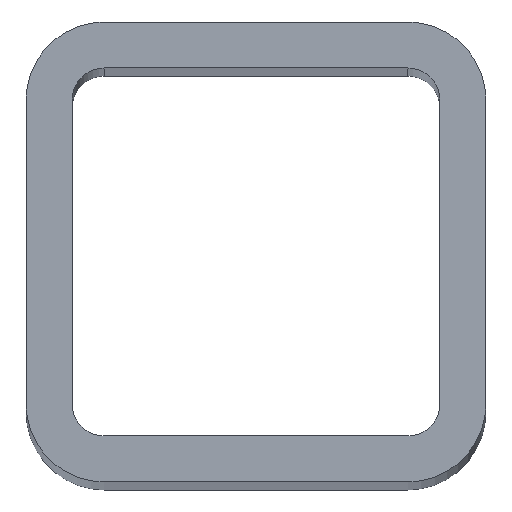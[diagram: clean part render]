
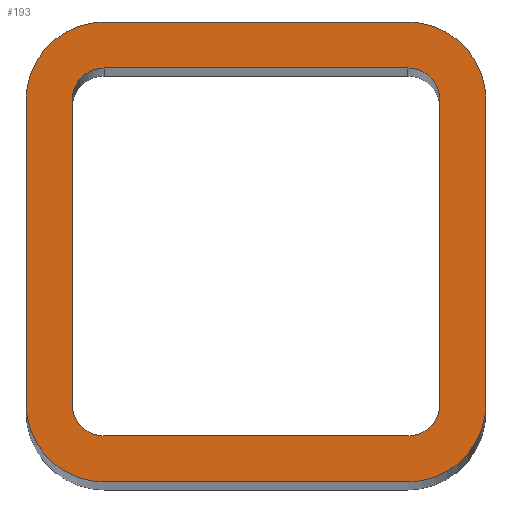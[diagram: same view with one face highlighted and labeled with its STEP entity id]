
A CAD part, top view. The second image highlights one B-rep face of the part: STEP entity #193.
In plain terms, the highlighted planar face has unit normal (0, 0, 1).
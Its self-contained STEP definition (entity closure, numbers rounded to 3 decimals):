
#77 = ORIENTED_EDGE ( 'NONE', *, *, #78, .F. ) ;
#78 = EDGE_CURVE ( 'NONE', #79, #154, #500, .T. ) ;
#79 = VERTEX_POINT ( 'NONE', #496 ) ;
#80 = ORIENTED_EDGE ( 'NONE', *, *, #81, .F. ) ;
#81 = EDGE_CURVE ( 'NONE', #82, #79, #495, .T. ) ;
#82 = VERTEX_POINT ( 'NONE', #490 ) ;
#83 = ORIENTED_EDGE ( 'NONE', *, *, #84, .F. ) ;
#84 = EDGE_CURVE ( 'NONE', #85, #82, #489, .T. ) ;
#85 = VERTEX_POINT ( 'NONE', #449 ) ;
#86 = ORIENTED_EDGE ( 'NONE', *, *, #87, .F. ) ;
#87 = EDGE_CURVE ( 'NONE', #145, #85, #448, .T. ) ;
#93 = EDGE_CURVE ( 'NONE', #181, #194, #521, .T. ) ;
#94 = ORIENTED_EDGE ( 'NONE', *, *, #95, .F. ) ;
#95 = EDGE_CURVE ( 'NONE', #144, #145, #517, .T. ) ;
#144 = VERTEX_POINT ( 'NONE', #256 ) ;
#145 = VERTEX_POINT ( 'NONE', #276 ) ;
#146 = ORIENTED_EDGE ( 'NONE', *, *, #147, .F. ) ;
#147 = EDGE_CURVE ( 'NONE', #148, #144, #275, .T. ) ;
#148 = VERTEX_POINT ( 'NONE', #264 ) ;
#149 = ORIENTED_EDGE ( 'NONE', *, *, #150, .F. ) ;
#150 = EDGE_CURVE ( 'NONE', #151, #148, #288, .T. ) ;
#151 = VERTEX_POINT ( 'NONE', #284 ) ;
#152 = ORIENTED_EDGE ( 'NONE', *, *, #153, .F. ) ;
#153 = EDGE_CURVE ( 'NONE', #154, #151, #280, .T. ) ;
#154 = VERTEX_POINT ( 'NONE', #258 ) ;
#169 = EDGE_CURVE ( 'NONE', #191, #198, #299, .T. ) ;
#170 = ORIENTED_EDGE ( 'NONE', *, *, #171, .T. ) ;
#171 = EDGE_CURVE ( 'NONE', #198, #172, #327, .T. ) ;
#172 = VERTEX_POINT ( 'NONE', #323 ) ;
#173 = ORIENTED_EDGE ( 'NONE', *, *, #174, .T. ) ;
#174 = EDGE_CURVE ( 'NONE', #172, #175, #322, .T. ) ;
#175 = VERTEX_POINT ( 'NONE', #313 ) ;
#176 = ORIENTED_EDGE ( 'NONE', *, *, #177, .T. ) ;
#177 = EDGE_CURVE ( 'NONE', #175, #178, #312, .T. ) ;
#178 = VERTEX_POINT ( 'NONE', #308 ) ;
#179 = ORIENTED_EDGE ( 'NONE', *, *, #180, .T. ) ;
#180 = EDGE_CURVE ( 'NONE', #178, #181, #307, .T. ) ;
#181 = VERTEX_POINT ( 'NONE', #387 ) ;
#182 = ORIENTED_EDGE ( 'NONE', *, *, #93, .T. ) ;
#183 = EDGE_LOOP ( 'NONE', ( #94, #146, #149, #152, #77, #80, #83, #86 ) ) ;
#187 = ORIENTED_EDGE ( 'NONE', *, *, #188, .T. ) ;
#188 = EDGE_CURVE ( 'NONE', #194, #189, #379, .T. ) ;
#189 = VERTEX_POINT ( 'NONE', #392 ) ;
#190 = ORIENTED_EDGE ( 'NONE', *, *, #196, .T. ) ;
#191 = VERTEX_POINT ( 'NONE', #418 ) ;
#193 = ADVANCED_FACE ( 'NONE', ( #372, #391 ), #390, .T. ) ;
#194 = VERTEX_POINT ( 'NONE', #371 ) ;
#195 = EDGE_LOOP ( 'NONE', ( #187, #190, #197, #170, #173, #176, #179, #182 ) ) ;
#196 = EDGE_CURVE ( 'NONE', #189, #191, #401, .T. ) ;
#197 = ORIENTED_EDGE ( 'NONE', *, *, #169, .T. ) ;
#198 = VERTEX_POINT ( 'NONE', #397 ) ;
#221 = DIRECTION ( 'NONE',  ( 1., 0., 0. ) ) ;
#223 = CARTESIAN_POINT ( 'NONE',  ( 16.5, 16.5, 500. ) ) ;
#224 = AXIS2_PLACEMENT_3D ( 'NONE', #223, #226, #221 ) ;
#226 = DIRECTION ( 'NONE',  ( 0., 0., 1. ) ) ;
#256 = CARTESIAN_POINT ( 'NONE',  ( -20., 16.5, 500. ) ) ;
#258 = CARTESIAN_POINT ( 'NONE',  ( 20., 16.5, 500. ) ) ;
#264 = CARTESIAN_POINT ( 'NONE',  ( -16.5, 20., 500. ) ) ;
#265 = DIRECTION ( 'NONE',  ( 1., 0., 0. ) ) ;
#266 = DIRECTION ( 'NONE',  ( 0., 0., 1. ) ) ;
#267 = CARTESIAN_POINT ( 'NONE',  ( -16.5, 16.5, 500. ) ) ;
#268 = AXIS2_PLACEMENT_3D ( 'NONE', #267, #266, #265 ) ;
#275 = CIRCLE ( 'NONE', #268, 3.5 ) ;
#276 = CARTESIAN_POINT ( 'NONE',  ( -20., -16.5, 500. ) ) ;
#277 = DIRECTION ( 'NONE',  ( 1., 0., 0. ) ) ;
#278 = DIRECTION ( 'NONE',  ( 0., 0., 1. ) ) ;
#279 = AXIS2_PLACEMENT_3D ( 'NONE', #283, #278, #277 ) ;
#280 = CIRCLE ( 'NONE', #279, 3.5 ) ;
#283 = CARTESIAN_POINT ( 'NONE',  ( 16.5, 16.5, 500. ) ) ;
#284 = CARTESIAN_POINT ( 'NONE',  ( 16.5, 20., 500. ) ) ;
#285 = DIRECTION ( 'NONE',  ( -1., 0., 0. ) ) ;
#286 = VECTOR ( 'NONE', #285, 1000. ) ;
#287 = CARTESIAN_POINT ( 'NONE',  ( -16.5, 20., 500. ) ) ;
#288 = LINE ( 'NONE', #287, #286 ) ;
#295 = DIRECTION ( 'NONE',  ( -1., 0., 0. ) ) ;
#296 = DIRECTION ( 'NONE',  ( 0., 0., 1. ) ) ;
#297 = CARTESIAN_POINT ( 'NONE',  ( -16.5, -16.5, 500. ) ) ;
#298 = AXIS2_PLACEMENT_3D ( 'NONE', #297, #296, #295 ) ;
#299 = CIRCLE ( 'NONE', #298, 8.5 ) ;
#307 = CIRCLE ( 'NONE', #224, 8.5 ) ;
#308 = CARTESIAN_POINT ( 'NONE',  ( 25., 16.5, 500. ) ) ;
#309 = DIRECTION ( 'NONE',  ( 0., 1., 0. ) ) ;
#310 = VECTOR ( 'NONE', #309, 1000. ) ;
#311 = CARTESIAN_POINT ( 'NONE',  ( 25., 16.5, 500. ) ) ;
#312 = LINE ( 'NONE', #311, #310 ) ;
#313 = CARTESIAN_POINT ( 'NONE',  ( 25., -16.5, 500. ) ) ;
#314 = DIRECTION ( 'NONE',  ( 1., 0., 0. ) ) ;
#319 = DIRECTION ( 'NONE',  ( 0., 0., 1. ) ) ;
#320 = CARTESIAN_POINT ( 'NONE',  ( 16.5, -16.5, 500. ) ) ;
#321 = AXIS2_PLACEMENT_3D ( 'NONE', #320, #319, #314 ) ;
#322 = CIRCLE ( 'NONE', #321, 8.5 ) ;
#323 = CARTESIAN_POINT ( 'NONE',  ( 16.5, -25., 500. ) ) ;
#324 = DIRECTION ( 'NONE',  ( 1., 0., 0. ) ) ;
#325 = VECTOR ( 'NONE', #324, 1000. ) ;
#326 = CARTESIAN_POINT ( 'NONE',  ( -16.5, -25., 500. ) ) ;
#327 = LINE ( 'NONE', #326, #325 ) ;
#369 = DIRECTION ( 'NONE',  ( 1., 0., 0. ) ) ;
#370 = DIRECTION ( 'NONE',  ( 0., 0., 1. ) ) ;
#371 = CARTESIAN_POINT ( 'NONE',  ( -16.5, 25., 500. ) ) ;
#372 = FACE_OUTER_BOUND ( 'NONE', #195, .T. ) ;
#379 = CIRCLE ( 'NONE', #413, 8.5 ) ;
#387 = CARTESIAN_POINT ( 'NONE',  ( 16.5, 25., 500. ) ) ;
#388 = CARTESIAN_POINT ( 'NONE',  ( -16.5, 16.5, 500. ) ) ;
#389 = AXIS2_PLACEMENT_3D ( 'NONE', #388, #370, #369 ) ;
#390 = PLANE ( 'NONE',  #389 ) ;
#391 = FACE_BOUND ( 'NONE', #183, .T. ) ;
#392 = CARTESIAN_POINT ( 'NONE',  ( -25., 16.5, 500. ) ) ;
#397 = CARTESIAN_POINT ( 'NONE',  ( -16.5, -25., 500. ) ) ;
#398 = DIRECTION ( 'NONE',  ( 0., -1., 0. ) ) ;
#399 = VECTOR ( 'NONE', #398, 1000. ) ;
#400 = CARTESIAN_POINT ( 'NONE',  ( -25., 16.5, 500. ) ) ;
#401 = LINE ( 'NONE', #400, #399 ) ;
#410 = DIRECTION ( 'NONE',  ( 1., 0., 0. ) ) ;
#411 = DIRECTION ( 'NONE',  ( 0., 0., 1. ) ) ;
#412 = CARTESIAN_POINT ( 'NONE',  ( -16.5, 16.5, 500. ) ) ;
#413 = AXIS2_PLACEMENT_3D ( 'NONE', #412, #411, #410 ) ;
#418 = CARTESIAN_POINT ( 'NONE',  ( -25., -16.5, 500. ) ) ;
#444 = DIRECTION ( 'NONE',  ( -1., 0., 0. ) ) ;
#445 = DIRECTION ( 'NONE',  ( 0., 0., 1. ) ) ;
#446 = CARTESIAN_POINT ( 'NONE',  ( -16.5, -16.5, 500. ) ) ;
#447 = AXIS2_PLACEMENT_3D ( 'NONE', #446, #445, #444 ) ;
#448 = CIRCLE ( 'NONE', #447, 3.5 ) ;
#449 = CARTESIAN_POINT ( 'NONE',  ( -16.5, -20., 500. ) ) ;
#450 = DIRECTION ( 'NONE',  ( 1., 0., 0. ) ) ;
#451 = VECTOR ( 'NONE', #450, 1000. ) ;
#452 = CARTESIAN_POINT ( 'NONE',  ( -16.5, -20., 500. ) ) ;
#489 = LINE ( 'NONE', #452, #451 ) ;
#490 = CARTESIAN_POINT ( 'NONE',  ( 16.5, -20., 500. ) ) ;
#491 = DIRECTION ( 'NONE',  ( 1., 0., 0. ) ) ;
#492 = DIRECTION ( 'NONE',  ( 0., 0., 1. ) ) ;
#493 = CARTESIAN_POINT ( 'NONE',  ( 16.5, -16.5, 500. ) ) ;
#494 = AXIS2_PLACEMENT_3D ( 'NONE', #493, #492, #491 ) ;
#495 = CIRCLE ( 'NONE', #494, 3.5 ) ;
#496 = CARTESIAN_POINT ( 'NONE',  ( 20., -16.5, 500. ) ) ;
#497 = DIRECTION ( 'NONE',  ( 0., 1., 0. ) ) ;
#498 = VECTOR ( 'NONE', #497, 1000. ) ;
#499 = CARTESIAN_POINT ( 'NONE',  ( 20., 16.5, 500. ) ) ;
#500 = LINE ( 'NONE', #499, #498 ) ;
#516 = CARTESIAN_POINT ( 'NONE',  ( -20., 16.5, 500. ) ) ;
#517 = LINE ( 'NONE', #516, #558 ) ;
#518 = DIRECTION ( 'NONE',  ( -1., 0., 0. ) ) ;
#519 = VECTOR ( 'NONE', #518, 1000. ) ;
#520 = CARTESIAN_POINT ( 'NONE',  ( -16.5, 25., 500. ) ) ;
#521 = LINE ( 'NONE', #520, #519 ) ;
#557 = DIRECTION ( 'NONE',  ( 0., -1., 0. ) ) ;
#558 = VECTOR ( 'NONE', #557, 1000. ) ;
